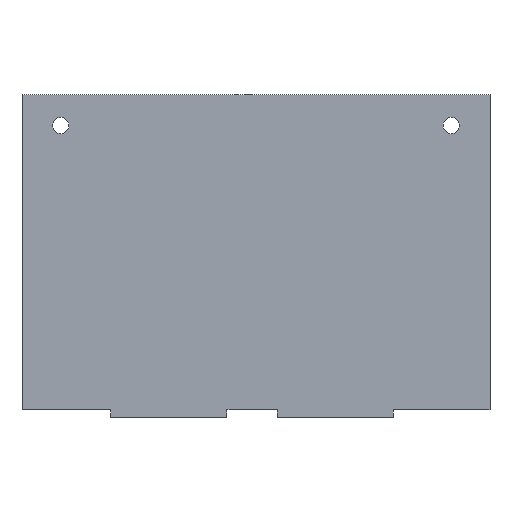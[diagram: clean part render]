
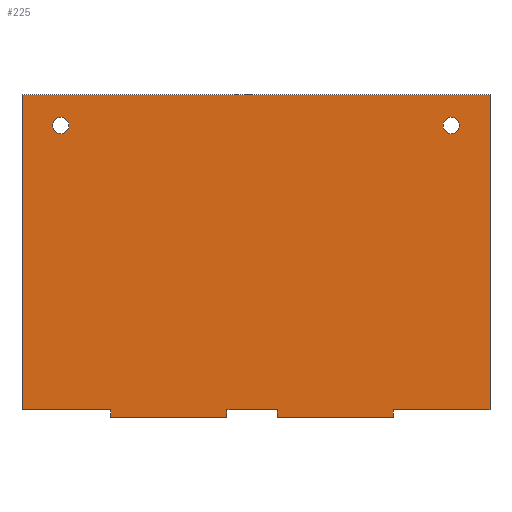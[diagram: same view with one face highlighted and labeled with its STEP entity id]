
A CAD part, left-side view. The second image highlights one B-rep face of the part: STEP entity #225.
In plain terms, the highlighted planar face has unit normal (-1, 0, 0).
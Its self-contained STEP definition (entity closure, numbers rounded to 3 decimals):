
#61=CARTESIAN_POINT('Vertex',(275.5,113.1,237.5)) ;
#64=CARTESIAN_POINT('Axis2P3D Location',(275.5,111.,237.5)) ;
#68=CARTESIAN_POINT('Vertex',(275.5,108.9,237.5)) ;
#88=CARTESIAN_POINT('Axis2P3D Location',(275.5,111.,237.5)) ;
#100=CARTESIAN_POINT('Axis2P3D Location',(275.5,0.,0.)) ;
#105=CARTESIAN_POINT('Line Origine',(275.5,121.,204.75)) ;
#109=CARTESIAN_POINT('Vertex',(275.5,121.,245.5)) ;
#111=CARTESIAN_POINT('Vertex',(275.5,121.,164.)) ;
#114=CARTESIAN_POINT('Line Origine',(275.5,109.5,164.)) ;
#118=CARTESIAN_POINT('Vertex',(275.5,98.,164.)) ;
#121=CARTESIAN_POINT('Line Origine',(275.5,98.,163.)) ;
#125=CARTESIAN_POINT('Vertex',(275.5,98.,162.)) ;
#128=CARTESIAN_POINT('Line Origine',(275.5,83.,162.)) ;
#132=CARTESIAN_POINT('Vertex',(275.5,68.,162.)) ;
#135=CARTESIAN_POINT('Line Origine',(275.5,68.,163.)) ;
#139=CARTESIAN_POINT('Vertex',(275.5,68.,164.)) ;
#142=CARTESIAN_POINT('Line Origine',(275.5,61.5,164.)) ;
#146=CARTESIAN_POINT('Vertex',(275.5,55.,164.)) ;
#149=CARTESIAN_POINT('Line Origine',(275.5,55.,163.)) ;
#153=CARTESIAN_POINT('Vertex',(275.5,55.,162.)) ;
#156=CARTESIAN_POINT('Line Origine',(275.5,40.,162.)) ;
#160=CARTESIAN_POINT('Vertex',(275.5,25.,162.)) ;
#163=CARTESIAN_POINT('Line Origine',(275.5,25.,163.)) ;
#167=CARTESIAN_POINT('Vertex',(275.5,25.,164.)) ;
#170=CARTESIAN_POINT('Line Origine',(275.5,12.5,164.)) ;
#174=CARTESIAN_POINT('Vertex',(275.5,0.,164.)) ;
#177=CARTESIAN_POINT('Line Origine',(275.5,0.,204.75)) ;
#181=CARTESIAN_POINT('Vertex',(275.5,0.,245.5)) ;
#184=CARTESIAN_POINT('Line Origine',(275.5,60.5,245.5)) ;
#207=CARTESIAN_POINT('Axis2P3D Location',(275.5,10.,237.5)) ;
#211=CARTESIAN_POINT('Vertex',(275.5,12.1,237.5)) ;
#213=CARTESIAN_POINT('Vertex',(275.5,7.9,237.5)) ;
#216=CARTESIAN_POINT('Axis2P3D Location',(275.5,10.,237.5)) ;
#107=VECTOR('Line Direction',#106,1.) ;
#116=VECTOR('Line Direction',#115,1.) ;
#123=VECTOR('Line Direction',#122,1.) ;
#130=VECTOR('Line Direction',#129,1.) ;
#137=VECTOR('Line Direction',#136,1.) ;
#144=VECTOR('Line Direction',#143,1.) ;
#151=VECTOR('Line Direction',#150,1.) ;
#158=VECTOR('Line Direction',#157,1.) ;
#165=VECTOR('Line Direction',#164,1.) ;
#172=VECTOR('Line Direction',#171,1.) ;
#179=VECTOR('Line Direction',#178,1.) ;
#186=VECTOR('Line Direction',#185,1.) ;
#65=DIRECTION('Axis2P3D Direction',(-1.,0.,0.)) ;
#89=DIRECTION('Axis2P3D Direction',(-1.,0.,0.)) ;
#101=DIRECTION('Axis2P3D Direction',(1.,0.,0.)) ;
#102=DIRECTION('Axis2P3D XDirection',(0.,1.,0.)) ;
#106=DIRECTION('Vector Direction',(0.,0.,-1.)) ;
#115=DIRECTION('Vector Direction',(0.,1.,0.)) ;
#122=DIRECTION('Vector Direction',(0.,0.,-1.)) ;
#129=DIRECTION('Vector Direction',(0.,-1.,0.)) ;
#136=DIRECTION('Vector Direction',(0.,0.,-1.)) ;
#143=DIRECTION('Vector Direction',(0.,1.,0.)) ;
#150=DIRECTION('Vector Direction',(0.,0.,-1.)) ;
#157=DIRECTION('Vector Direction',(0.,-1.,0.)) ;
#164=DIRECTION('Vector Direction',(0.,0.,-1.)) ;
#171=DIRECTION('Vector Direction',(0.,1.,0.)) ;
#178=DIRECTION('Vector Direction',(0.,0.,-1.)) ;
#185=DIRECTION('Vector Direction',(0.,1.,0.)) ;
#208=DIRECTION('Axis2P3D Direction',(1.,0.,0.)) ;
#217=DIRECTION('Axis2P3D Direction',(1.,0.,0.)) ;
#66=AXIS2_PLACEMENT_3D('Circle Axis2P3D',#64,#65,$) ;
#90=AXIS2_PLACEMENT_3D('Circle Axis2P3D',#88,#89,$) ;
#103=AXIS2_PLACEMENT_3D('Plane Axis2P3D',#100,#101,#102) ;
#209=AXIS2_PLACEMENT_3D('Circle Axis2P3D',#207,#208,$) ;
#218=AXIS2_PLACEMENT_3D('Circle Axis2P3D',#216,#217,$) ;
#108=LINE('Line',#105,#107) ;
#117=LINE('Line',#114,#116) ;
#124=LINE('Line',#121,#123) ;
#131=LINE('Line',#128,#130) ;
#138=LINE('Line',#135,#137) ;
#145=LINE('Line',#142,#144) ;
#152=LINE('Line',#149,#151) ;
#159=LINE('Line',#156,#158) ;
#166=LINE('Line',#163,#165) ;
#173=LINE('Line',#170,#172) ;
#180=LINE('Line',#177,#179) ;
#187=LINE('Line',#184,#186) ;
#67=CIRCLE('generated circle',#66,2.1) ;
#91=CIRCLE('generated circle',#90,2.1) ;
#210=CIRCLE('generated circle',#209,2.1) ;
#219=CIRCLE('generated circle',#218,2.1) ;
#104=PLANE('',#103) ;
#206=FACE_BOUND('',#203,.T.) ;
#224=FACE_BOUND('',#221,.T.) ;
#70=EDGE_CURVE('',#62,#69,#67,.T.) ;
#92=EDGE_CURVE('',#69,#62,#91,.T.) ;
#113=EDGE_CURVE('',#110,#112,#108,.T.) ;
#120=EDGE_CURVE('',#119,#112,#117,.T.) ;
#127=EDGE_CURVE('',#119,#126,#124,.T.) ;
#134=EDGE_CURVE('',#126,#133,#131,.T.) ;
#141=EDGE_CURVE('',#140,#133,#138,.T.) ;
#148=EDGE_CURVE('',#147,#140,#145,.T.) ;
#155=EDGE_CURVE('',#147,#154,#152,.T.) ;
#162=EDGE_CURVE('',#154,#161,#159,.T.) ;
#169=EDGE_CURVE('',#168,#161,#166,.T.) ;
#176=EDGE_CURVE('',#175,#168,#173,.T.) ;
#183=EDGE_CURVE('',#182,#175,#180,.T.) ;
#188=EDGE_CURVE('',#110,#182,#187,.F.) ;
#215=EDGE_CURVE('',#212,#214,#210,.F.) ;
#220=EDGE_CURVE('',#214,#212,#219,.F.) ;
#190=ORIENTED_EDGE('',*,*,#113,.T.) ;
#191=ORIENTED_EDGE('',*,*,#120,.F.) ;
#192=ORIENTED_EDGE('',*,*,#127,.T.) ;
#193=ORIENTED_EDGE('',*,*,#134,.T.) ;
#194=ORIENTED_EDGE('',*,*,#141,.F.) ;
#195=ORIENTED_EDGE('',*,*,#148,.F.) ;
#196=ORIENTED_EDGE('',*,*,#155,.T.) ;
#197=ORIENTED_EDGE('',*,*,#162,.T.) ;
#198=ORIENTED_EDGE('',*,*,#169,.F.) ;
#199=ORIENTED_EDGE('',*,*,#176,.F.) ;
#200=ORIENTED_EDGE('',*,*,#183,.F.) ;
#201=ORIENTED_EDGE('',*,*,#188,.F.) ;
#204=ORIENTED_EDGE('',*,*,#70,.F.) ;
#205=ORIENTED_EDGE('',*,*,#92,.F.) ;
#222=ORIENTED_EDGE('',*,*,#215,.F.) ;
#223=ORIENTED_EDGE('',*,*,#220,.F.) ;
#189=EDGE_LOOP('',(#190,#191,#192,#193,#194,#195,#196,#197,#198,#199,#200,#201)) ;
#203=EDGE_LOOP('',(#204,#205)) ;
#221=EDGE_LOOP('',(#222,#223)) ;
#62=VERTEX_POINT('',#61) ;
#69=VERTEX_POINT('',#68) ;
#110=VERTEX_POINT('',#109) ;
#112=VERTEX_POINT('',#111) ;
#119=VERTEX_POINT('',#118) ;
#126=VERTEX_POINT('',#125) ;
#133=VERTEX_POINT('',#132) ;
#140=VERTEX_POINT('',#139) ;
#147=VERTEX_POINT('',#146) ;
#154=VERTEX_POINT('',#153) ;
#161=VERTEX_POINT('',#160) ;
#168=VERTEX_POINT('',#167) ;
#175=VERTEX_POINT('',#174) ;
#182=VERTEX_POINT('',#181) ;
#212=VERTEX_POINT('',#211) ;
#214=VERTEX_POINT('',#213) ;
#225=ADVANCED_FACE('Corps principal',(#202,#206,#224),#104,.F.) ;
#202=FACE_OUTER_BOUND('',#189,.T.) ;
